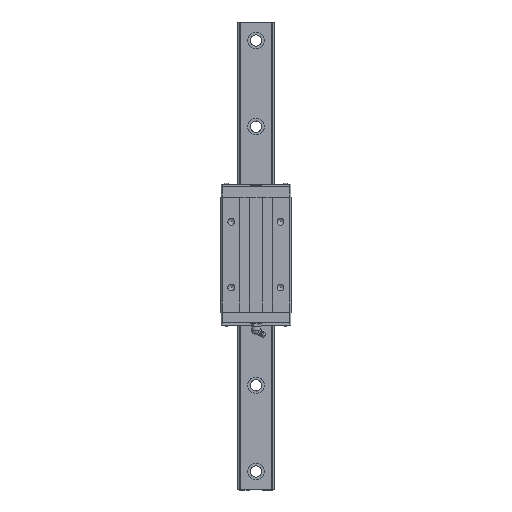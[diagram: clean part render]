
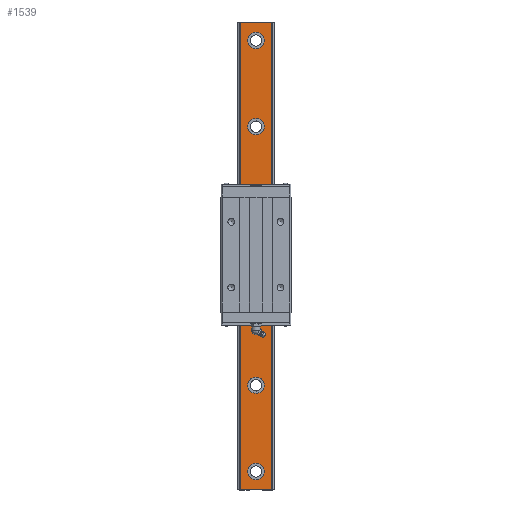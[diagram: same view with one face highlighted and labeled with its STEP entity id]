
A CAD part, top view. The second image highlights one B-rep face of the part: STEP entity #1539.
In plain terms, the highlighted planar face has unit normal (0, 0, 1).
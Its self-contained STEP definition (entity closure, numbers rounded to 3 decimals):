
#97 = AXIS2_PLACEMENT_3D ( 'NONE', #8626, #7515, #6427 ) ;
#350 = VERTEX_POINT ( 'NONE', #8877 ) ;
#383 = ORIENTED_EDGE ( 'NONE', *, *, #9598, .T. ) ;
#454 = LINE ( 'NONE', #10015, #4371 ) ;
#456 = EDGE_CURVE ( 'NONE', #1708, #1708, #2293, .T. ) ;
#606 = DIRECTION ( 'NONE',  ( 0., 0., -1. ) ) ;
#620 = DIRECTION ( 'NONE',  ( -1., 0., 0. ) ) ;
#783 = EDGE_CURVE ( 'NONE', #3618, #3618, #7265, .T. ) ;
#916 = VECTOR ( 'NONE', #620, 1000. ) ;
#960 = DIRECTION ( 'NONE',  ( 0., 1., 0. ) ) ;
#1073 = DIRECTION ( 'NONE',  ( 0., 0., -1. ) ) ;
#1539 = ADVANCED_FACE ( 'NONE', ( #9024, #2470, #7566, #4903, #5454, #6025, #6317 ), #7428, .T. ) ;
#1688 = CARTESIAN_POINT ( 'NONE',  ( 0., 442.5, 16. ) ) ;
#1707 = CARTESIAN_POINT ( 'NONE',  ( 0., 570., 16. ) ) ;
#1708 = VERTEX_POINT ( 'NONE', #6926 ) ;
#1886 = AXIS2_PLACEMENT_3D ( 'NONE', #4049, #2982, #1903 ) ;
#1902 = VERTEX_POINT ( 'NONE', #3404 ) ;
#1903 = DIRECTION ( 'NONE',  ( 1., 0., 0. ) ) ;
#1976 = DIRECTION ( 'NONE',  ( 1., 0., 0. ) ) ;
#2029 = CARTESIAN_POINT ( 'NONE',  ( 10., 337.5, 16. ) ) ;
#2053 = CARTESIAN_POINT ( 'NONE',  ( 19.2, 570., 16. ) ) ;
#2068 = EDGE_LOOP ( 'NONE', ( #6052 ) ) ;
#2158 = CARTESIAN_POINT ( 'NONE',  ( 0., 22.5, 16. ) ) ;
#2293 = CIRCLE ( 'NONE', #8311, 10. ) ;
#2462 = AXIS2_PLACEMENT_3D ( 'NONE', #5239, #4147, #3070 ) ;
#2470 = FACE_BOUND ( 'NONE', #7067, .T. ) ;
#2530 = CARTESIAN_POINT ( 'NONE',  ( 10., 232.5, 16. ) ) ;
#2763 = EDGE_CURVE ( 'NONE', #3097, #3097, #5682, .T. ) ;
#2794 = LINE ( 'NONE', #1707, #916 ) ;
#2899 = DIRECTION ( 'NONE',  ( 1., 0., 0. ) ) ;
#2982 = DIRECTION ( 'NONE',  ( 0., 0., -1. ) ) ;
#3042 = DIRECTION ( 'NONE',  ( 0., 0., 1. ) ) ;
#3070 = DIRECTION ( 'NONE',  ( 1., 0., 0. ) ) ;
#3097 = VERTEX_POINT ( 'NONE', #2029 ) ;
#3119 = LINE ( 'NONE', #2053, #6416 ) ;
#3148 = DIRECTION ( 'NONE',  ( 1., 0., 0. ) ) ;
#3211 = ORIENTED_EDGE ( 'NONE', *, *, #456, .T. ) ;
#3404 = CARTESIAN_POINT ( 'NONE',  ( -19.2, 570., 16. ) ) ;
#3618 = VERTEX_POINT ( 'NONE', #2530 ) ;
#3964 = DIRECTION ( 'NONE',  ( 0., 0., -1. ) ) ;
#4049 = CARTESIAN_POINT ( 'NONE',  ( 0., 547.5, 16. ) ) ;
#4120 = CARTESIAN_POINT ( 'NONE',  ( 0., 570., 16. ) ) ;
#4147 = DIRECTION ( 'NONE',  ( 0., 0., -1. ) ) ;
#4236 = CARTESIAN_POINT ( 'NONE',  ( 0., 0., 16. ) ) ;
#4320 = EDGE_CURVE ( 'NONE', #1902, #4986, #454, .T. ) ;
#4371 = VECTOR ( 'NONE', #8919, 1000. ) ;
#4634 = AXIS2_PLACEMENT_3D ( 'NONE', #4120, #3042, #1976 ) ;
#4879 = EDGE_CURVE ( 'NONE', #6989, #6989, #7475, .T. ) ;
#4903 = FACE_BOUND ( 'NONE', #6923, .T. ) ;
#4986 = VERTEX_POINT ( 'NONE', #6776 ) ;
#5079 = CARTESIAN_POINT ( 'NONE',  ( 10., 442.5, 16. ) ) ;
#5093 = CIRCLE ( 'NONE', #6353, 10. ) ;
#5239 = CARTESIAN_POINT ( 'NONE',  ( 0., 232.5, 16. ) ) ;
#5326 = LINE ( 'NONE', #4236, #8320 ) ;
#5454 = FACE_BOUND ( 'NONE', #7314, .T. ) ;
#5523 = EDGE_LOOP ( 'NONE', ( #8238, #8698, #9873, #383 ) ) ;
#5682 = CIRCLE ( 'NONE', #97, 10. ) ;
#5855 = CARTESIAN_POINT ( 'NONE',  ( 10., 22.5, 16. ) ) ;
#6025 = FACE_BOUND ( 'NONE', #2068, .T. ) ;
#6052 = ORIENTED_EDGE ( 'NONE', *, *, #6207, .T. ) ;
#6177 = CARTESIAN_POINT ( 'NONE',  ( 0., 127.5, 16. ) ) ;
#6202 = VERTEX_POINT ( 'NONE', #5079 ) ;
#6207 = EDGE_CURVE ( 'NONE', #10583, #10583, #7583, .T. ) ;
#6317 = FACE_BOUND ( 'NONE', #8317, .T. ) ;
#6353 = AXIS2_PLACEMENT_3D ( 'NONE', #1688, #606, #10190 ) ;
#6366 = EDGE_CURVE ( 'NONE', #6202, #6202, #5093, .T. ) ;
#6416 = VECTOR ( 'NONE', #960, 1000. ) ;
#6427 = DIRECTION ( 'NONE',  ( 1., 0., 0. ) ) ;
#6776 = CARTESIAN_POINT ( 'NONE',  ( -19.2, 0., 16. ) ) ;
#6923 = EDGE_LOOP ( 'NONE', ( #7273 ) ) ;
#6926 = CARTESIAN_POINT ( 'NONE',  ( 10., 127.5, 16. ) ) ;
#6989 = VERTEX_POINT ( 'NONE', #5855 ) ;
#7067 = EDGE_LOOP ( 'NONE', ( #3211 ) ) ;
#7214 = ORIENTED_EDGE ( 'NONE', *, *, #6366, .T. ) ;
#7265 = CIRCLE ( 'NONE', #2462, 10. ) ;
#7273 = ORIENTED_EDGE ( 'NONE', *, *, #2763, .T. ) ;
#7314 = EDGE_LOOP ( 'NONE', ( #7214 ) ) ;
#7428 = PLANE ( 'NONE',  #4634 ) ;
#7475 = CIRCLE ( 'NONE', #9505, 10. ) ;
#7487 = VERTEX_POINT ( 'NONE', #8098 ) ;
#7515 = DIRECTION ( 'NONE',  ( 0., 0., -1. ) ) ;
#7566 = FACE_BOUND ( 'NONE', #9972, .T. ) ;
#7583 = CIRCLE ( 'NONE', #1886, 10. ) ;
#7771 = EDGE_CURVE ( 'NONE', #4986, #350, #5326, .T. ) ;
#8098 = CARTESIAN_POINT ( 'NONE',  ( 19.2, 570., 16. ) ) ;
#8238 = ORIENTED_EDGE ( 'NONE', *, *, #10356, .T. ) ;
#8311 = AXIS2_PLACEMENT_3D ( 'NONE', #6177, #3964, #2899 ) ;
#8317 = EDGE_LOOP ( 'NONE', ( #9931 ) ) ;
#8320 = VECTOR ( 'NONE', #3148, 1000. ) ;
#8626 = CARTESIAN_POINT ( 'NONE',  ( 0., 337.5, 16. ) ) ;
#8698 = ORIENTED_EDGE ( 'NONE', *, *, #4320, .T. ) ;
#8877 = CARTESIAN_POINT ( 'NONE',  ( 19.2, 0., 16. ) ) ;
#8919 = DIRECTION ( 'NONE',  ( 0., -1., 0. ) ) ;
#9024 = FACE_OUTER_BOUND ( 'NONE', #5523, .T. ) ;
#9314 = ORIENTED_EDGE ( 'NONE', *, *, #783, .T. ) ;
#9502 = CARTESIAN_POINT ( 'NONE',  ( 10., 547.5, 16. ) ) ;
#9505 = AXIS2_PLACEMENT_3D ( 'NONE', #2158, #1073, #10642 ) ;
#9598 = EDGE_CURVE ( 'NONE', #350, #7487, #3119, .T. ) ;
#9873 = ORIENTED_EDGE ( 'NONE', *, *, #7771, .T. ) ;
#9931 = ORIENTED_EDGE ( 'NONE', *, *, #4879, .T. ) ;
#9972 = EDGE_LOOP ( 'NONE', ( #9314 ) ) ;
#10015 = CARTESIAN_POINT ( 'NONE',  ( -19.2, 570., 16. ) ) ;
#10190 = DIRECTION ( 'NONE',  ( 1., 0., 0. ) ) ;
#10356 = EDGE_CURVE ( 'NONE', #7487, #1902, #2794, .T. ) ;
#10583 = VERTEX_POINT ( 'NONE', #9502 ) ;
#10642 = DIRECTION ( 'NONE',  ( 1., 0., 0. ) ) ;
